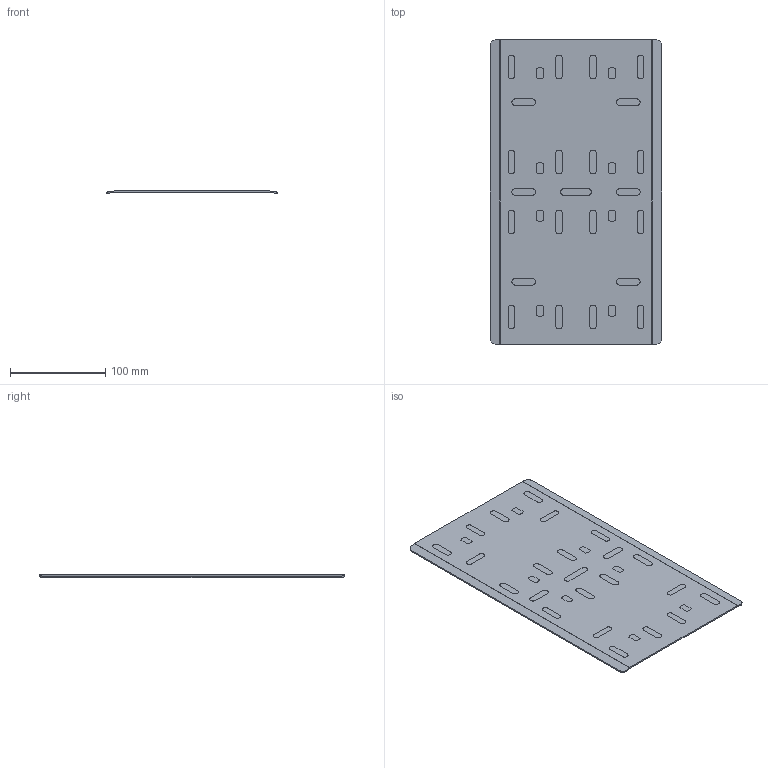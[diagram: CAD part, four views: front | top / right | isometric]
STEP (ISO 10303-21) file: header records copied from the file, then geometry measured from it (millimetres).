
FILE_DESCRIPTION(/* description */ (''),/* implementation_level */ '2;1');
FILE_NAME(/* name */ '481181.stp',/* time_stamp */ '2023-12-19T13:45:20+01:00',/* author */ ('bonnaudn'),/* organization */ (''),/* preprocessor_version */ 'ST-DEVELOPER v19.2',/* originating_system */ 'AutoCAD Mechanical',/* authorisation */ '');
FILE_SCHEMA (('AUTOMOTIVE_DESIGN { 1 0 10303 214 3 1 1 }'));
Length unit declared in the file: millimetre
Products named in the file (1): Product
Bounding box: 180 x 320 x 3.2 mm (x, y, z)
Volume: 86368.4 mm3; surface area: 125572.6 mm2
Topology: 1 solids, 63 shells, 88 faces, 304 edges, 280 vertices
Faces by surface type: plane 80, cylinder 8
Entity records: 3515 total; most frequent: CARTESIAN_POINT 673, DIRECTION 622, ORIENTED_EDGE 360, EDGE_CURVE 304, VERTEX_POINT 280, AXIS2_PLACEMENT_3D 229, LINE 164, VECTOR 164
